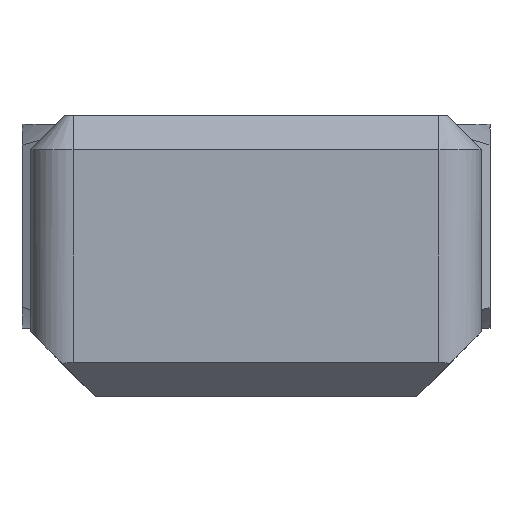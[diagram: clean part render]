
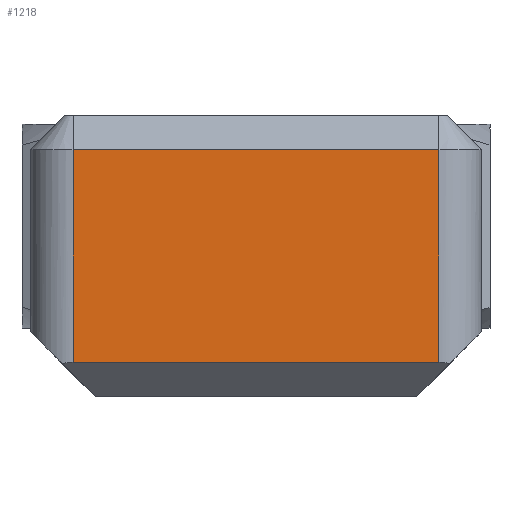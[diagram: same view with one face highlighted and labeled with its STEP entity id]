
A CAD part, front view. The second image highlights one B-rep face of the part: STEP entity #1218.
In plain terms, the highlighted planar face has unit normal (0, -1, 0).
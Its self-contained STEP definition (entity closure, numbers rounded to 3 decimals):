
#72=PLANE('',#1331);
#153=FACE_OUTER_BOUND('',#228,.T.);
#228=EDGE_LOOP('',(#996,#997,#998,#999));
#343=LINE('',#2988,#434);
#347=LINE('',#3002,#438);
#349=LINE('',#3008,#440);
#350=LINE('',#3009,#441);
#434=VECTOR('',#1522,10.);
#438=VECTOR('',#1536,10.);
#440=VECTOR('',#1542,10.);
#441=VECTOR('',#1543,10.);
#562=VERTEX_POINT('',#2985);
#563=VERTEX_POINT('',#2987);
#568=VERTEX_POINT('',#3001);
#570=VERTEX_POINT('',#3007);
#710=EDGE_CURVE('',#562,#563,#343,.T.);
#717=EDGE_CURVE('',#563,#568,#347,.T.);
#720=EDGE_CURVE('',#570,#562,#349,.T.);
#721=EDGE_CURVE('',#568,#570,#350,.T.);
#996=ORIENTED_EDGE('',*,*,#710,.F.);
#997=ORIENTED_EDGE('',*,*,#720,.F.);
#998=ORIENTED_EDGE('',*,*,#721,.F.);
#999=ORIENTED_EDGE('',*,*,#717,.F.);
#1218=ADVANCED_FACE('',(#153),#72,.F.);
#1331=AXIS2_PLACEMENT_3D('',#3006,#1540,#1541);
#1522=DIRECTION('',(-1.,0.,0.));
#1536=DIRECTION('',(0.,0.,1.));
#1540=DIRECTION('center_axis',(0.,1.,0.));
#1541=DIRECTION('ref_axis',(1.,0.,0.));
#1542=DIRECTION('',(0.,0.,-1.));
#1543=DIRECTION('',(1.,0.,0.));
#2985=CARTESIAN_POINT('',(2.15,0.,3.3));
#2987=CARTESIAN_POINT('',(-2.15,0.,3.3));
#2988=CARTESIAN_POINT('',(0.995,0.,3.3));
#3001=CARTESIAN_POINT('',(-2.15,0.,5.8));
#3002=CARTESIAN_POINT('',(-2.15,0.,4.13));
#3006=CARTESIAN_POINT('Origin',(0.,0.,4.6));
#3007=CARTESIAN_POINT('',(2.15,0.,5.8));
#3008=CARTESIAN_POINT('',(2.15,0.,5.4));
#3009=CARTESIAN_POINT('',(-1.325,0.,5.8));
